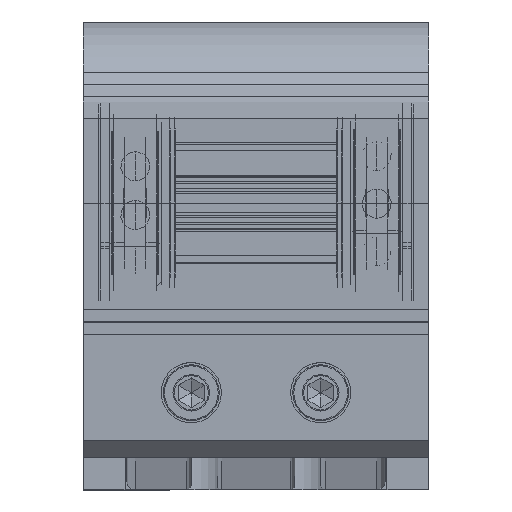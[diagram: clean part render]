
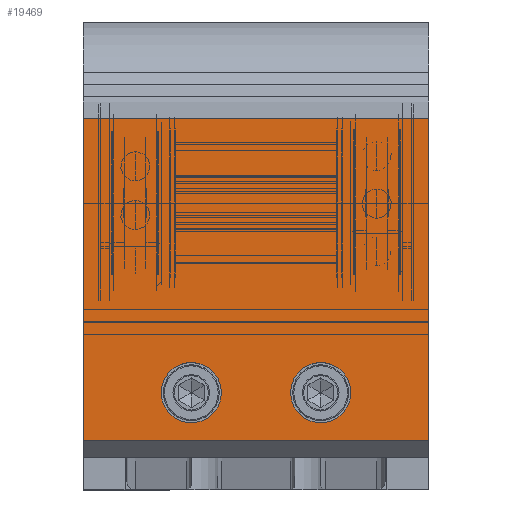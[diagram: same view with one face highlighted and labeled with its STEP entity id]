
A CAD part, top view. The second image highlights one B-rep face of the part: STEP entity #19469.
In plain terms, the highlighted planar face has unit normal (0, 0, 1).
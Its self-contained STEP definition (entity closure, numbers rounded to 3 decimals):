
#7981 = AXIS2_PLACEMENT_3D ( 'NONE', #182454, #270064, #246193 ) ;
#18019 = FACE_BOUND ( 'NONE', #289982, .T. ) ;
#19469 = ADVANCED_FACE ( 'NONE', ( #18019, #204529, #125857 ), #151450, .F. ) ;
#32244 = ORIENTED_EDGE ( 'NONE', *, *, #105189, .F. ) ;
#37538 = DIRECTION ( 'NONE',  ( 0., -1., 0. ) ) ;
#44206 = EDGE_CURVE ( 'NONE', #246408, #120770, #295923, .T. ) ;
#53588 = VECTOR ( 'NONE', #352501, 1000. ) ;
#54037 = LINE ( 'NONE', #161754, #293613 ) ;
#55474 = CARTESIAN_POINT ( 'NONE',  ( 130.798, 174.238, 570.351 ) ) ;
#57176 = VERTEX_POINT ( 'NONE', #115711 ) ;
#62933 = CARTESIAN_POINT ( 'NONE',  ( 185.798, 163.238, 570.351 ) ) ;
#65424 = CARTESIAN_POINT ( 'NONE',  ( 167.798, 174.238, 570.351 ) ) ;
#65592 = CARTESIAN_POINT ( 'NONE',  ( 160.798, 174.238, 570.351 ) ) ;
#70289 = CARTESIAN_POINT ( 'NONE',  ( 105.798, 159.238, 570.351 ) ) ;
#74249 = ORIENTED_EDGE ( 'NONE', *, *, #242883, .F. ) ;
#83289 = EDGE_CURVE ( 'NONE', #300221, #57176, #240934, .T. ) ;
#90666 = EDGE_LOOP ( 'NONE', ( #164902, #242360, #302909, #308118 ) ) ;
#91784 = AXIS2_PLACEMENT_3D ( 'NONE', #173308, #286586, #145993 ) ;
#103106 = AXIS2_PLACEMENT_3D ( 'NONE', #132459, #220152, #331750 ) ;
#105189 = EDGE_CURVE ( 'NONE', #108503, #179429, #128786, .T. ) ;
#108503 = VERTEX_POINT ( 'NONE', #186919 ) ;
#108566 = DIRECTION ( 'NONE',  ( 1., 0., 0. ) ) ;
#110601 = LINE ( 'NONE', #62933, #303705 ) ;
#113259 = DIRECTION ( 'NONE',  ( 0., 0., 1. ) ) ;
#114819 = CIRCLE ( 'NONE', #103106, 7. ) ;
#115711 = CARTESIAN_POINT ( 'NONE',  ( 185.798, 163.238, 570.351 ) ) ;
#117509 = VERTEX_POINT ( 'NONE', #260748 ) ;
#120770 = VERTEX_POINT ( 'NONE', #202089 ) ;
#121559 = LINE ( 'NONE', #70289, #222593 ) ;
#122707 = EDGE_CURVE ( 'NONE', #117509, #57176, #110601, .T. ) ;
#125857 = FACE_OUTER_BOUND ( 'NONE', #90666, .T. ) ;
#128786 = CIRCLE ( 'NONE', #175215, 7. ) ;
#132459 = CARTESIAN_POINT ( 'NONE',  ( 130.798, 174.238, 570.351 ) ) ;
#145993 = DIRECTION ( 'NONE',  ( 1., 0., 0. ) ) ;
#148855 = CARTESIAN_POINT ( 'NONE',  ( 185.798, 237.738, 570.351 ) ) ;
#151450 = PLANE ( 'NONE',  #7981 ) ;
#161754 = CARTESIAN_POINT ( 'NONE',  ( 185.798, 237.738, 570.351 ) ) ;
#164902 = ORIENTED_EDGE ( 'NONE', *, *, #233363, .T. ) ;
#173308 = CARTESIAN_POINT ( 'NONE',  ( 160.798, 174.238, 570.351 ) ) ;
#174197 = ORIENTED_EDGE ( 'NONE', *, *, #223909, .F. ) ;
#175215 = AXIS2_PLACEMENT_3D ( 'NONE', #55474, #196162, #108566 ) ;
#179429 = VERTEX_POINT ( 'NONE', #250411 ) ;
#182454 = CARTESIAN_POINT ( 'NONE',  ( 185.798, 159.238, 570.351 ) ) ;
#186919 = CARTESIAN_POINT ( 'NONE',  ( 123.798, 174.238, 570.351 ) ) ;
#190081 = CARTESIAN_POINT ( 'NONE',  ( 105.798, 237.738, 570.351 ) ) ;
#191095 = DIRECTION ( 'NONE',  ( -1., 0., 0. ) ) ;
#196162 = DIRECTION ( 'NONE',  ( 0., 0., 1. ) ) ;
#202089 = CARTESIAN_POINT ( 'NONE',  ( 153.798, 174.238, 570.351 ) ) ;
#204320 = EDGE_LOOP ( 'NONE', ( #248320, #74249 ) ) ;
#204529 = FACE_BOUND ( 'NONE', #204320, .T. ) ;
#206064 = CIRCLE ( 'NONE', #287860, 7. ) ;
#206574 = EDGE_CURVE ( 'NONE', #300221, #340749, #54037, .T. ) ;
#220152 = DIRECTION ( 'NONE',  ( 0., 0., 1. ) ) ;
#222593 = VECTOR ( 'NONE', #37538, 1000. ) ;
#223909 = EDGE_CURVE ( 'NONE', #179429, #108503, #114819, .T. ) ;
#233363 = EDGE_CURVE ( 'NONE', #340749, #117509, #121559, .T. ) ;
#240934 = LINE ( 'NONE', #326909, #53588 ) ;
#242360 = ORIENTED_EDGE ( 'NONE', *, *, #122707, .T. ) ;
#242883 = EDGE_CURVE ( 'NONE', #120770, #246408, #206064, .T. ) ;
#246193 = DIRECTION ( 'NONE',  ( -1., 0., 0. ) ) ;
#246408 = VERTEX_POINT ( 'NONE', #65424 ) ;
#248320 = ORIENTED_EDGE ( 'NONE', *, *, #44206, .F. ) ;
#250411 = CARTESIAN_POINT ( 'NONE',  ( 137.798, 174.238, 570.351 ) ) ;
#260748 = CARTESIAN_POINT ( 'NONE',  ( 105.798, 163.238, 570.351 ) ) ;
#270064 = DIRECTION ( 'NONE',  ( 0., 0., -1. ) ) ;
#286586 = DIRECTION ( 'NONE',  ( 0., 0., 1. ) ) ;
#286633 = DIRECTION ( 'NONE',  ( 1., 0., 0. ) ) ;
#287860 = AXIS2_PLACEMENT_3D ( 'NONE', #65592, #113259, #286633 ) ;
#289982 = EDGE_LOOP ( 'NONE', ( #174197, #32244 ) ) ;
#293613 = VECTOR ( 'NONE', #191095, 1000. ) ;
#295923 = CIRCLE ( 'NONE', #91784, 7. ) ;
#300221 = VERTEX_POINT ( 'NONE', #148855 ) ;
#302909 = ORIENTED_EDGE ( 'NONE', *, *, #83289, .F. ) ;
#303705 = VECTOR ( 'NONE', #333626, 1000. ) ;
#308118 = ORIENTED_EDGE ( 'NONE', *, *, #206574, .T. ) ;
#326909 = CARTESIAN_POINT ( 'NONE',  ( 185.798, 159.238, 570.351 ) ) ;
#331750 = DIRECTION ( 'NONE',  ( 1., 0., 0. ) ) ;
#333626 = DIRECTION ( 'NONE',  ( 1., 0., 0. ) ) ;
#340749 = VERTEX_POINT ( 'NONE', #190081 ) ;
#352501 = DIRECTION ( 'NONE',  ( 0., -1., 0. ) ) ;
